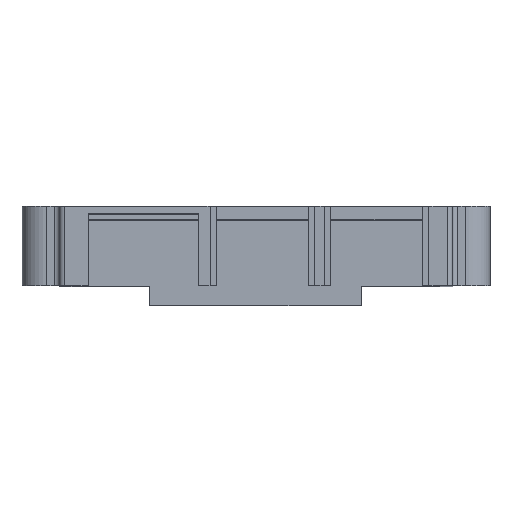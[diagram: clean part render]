
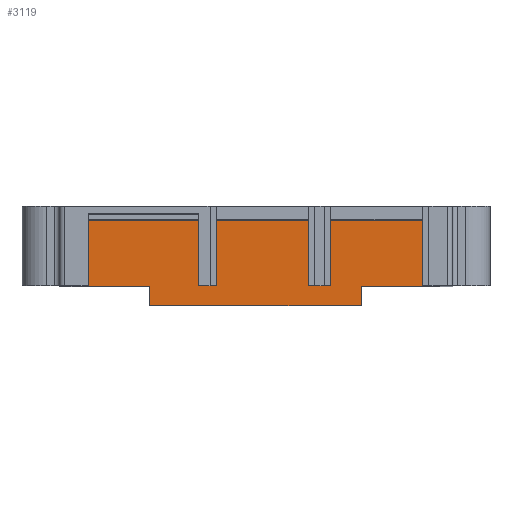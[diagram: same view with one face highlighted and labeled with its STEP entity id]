
A CAD part, top view. The second image highlights one B-rep face of the part: STEP entity #3119.
In plain terms, the highlighted planar face has unit normal (0, 0, 1).
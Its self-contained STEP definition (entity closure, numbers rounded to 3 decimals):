
#124=PLANE('',#3288);
#263=FACE_OUTER_BOUND('',#438,.T.);
#438=EDGE_LOOP('',(#2566,#2567,#2568,#2569,#2570,#2571,#2572,#2573));
#676=LINE('',#5184,#983);
#719=LINE('',#5290,#1026);
#751=LINE('',#5380,#1058);
#773=LINE('',#5428,#1080);
#774=LINE('',#5430,#1081);
#775=LINE('',#5432,#1082);
#776=LINE('',#5434,#1083);
#777=LINE('',#5435,#1084);
#983=VECTOR('',#3524,56.);
#1026=VECTOR('',#3597,11.4);
#1058=VECTOR('',#3657,11.2);
#1080=VECTOR('',#3693,10.5);
#1081=VECTOR('',#3696,10.5);
#1082=VECTOR('',#3697,3.);
#1083=VECTOR('',#3698,33.4);
#1084=VECTOR('',#3699,3.);
#1420=VERTEX_POINT('',#5181);
#1421=VERTEX_POINT('',#5183);
#1468=VERTEX_POINT('',#5287);
#1469=VERTEX_POINT('',#5289);
#1512=VERTEX_POINT('',#5377);
#1513=VERTEX_POINT('',#5379);
#1533=VERTEX_POINT('',#5431);
#1534=VERTEX_POINT('',#5433);
#1789=EDGE_CURVE('',#1420,#1421,#676,.T.);
#1841=EDGE_CURVE('',#1469,#1468,#719,.T.);
#1886=EDGE_CURVE('',#1513,#1512,#751,.T.);
#1911=EDGE_CURVE('',#1513,#1420,#773,.T.);
#1912=EDGE_CURVE('',#1468,#1421,#774,.T.);
#1913=EDGE_CURVE('',#1533,#1512,#775,.T.);
#1914=EDGE_CURVE('',#1534,#1533,#776,.T.);
#1915=EDGE_CURVE('',#1469,#1534,#777,.T.);
#2566=ORIENTED_EDGE('',*,*,#1912,.T.);
#2567=ORIENTED_EDGE('',*,*,#1789,.F.);
#2568=ORIENTED_EDGE('',*,*,#1911,.F.);
#2569=ORIENTED_EDGE('',*,*,#1886,.T.);
#2570=ORIENTED_EDGE('',*,*,#1913,.F.);
#2571=ORIENTED_EDGE('',*,*,#1914,.F.);
#2572=ORIENTED_EDGE('',*,*,#1915,.F.);
#2573=ORIENTED_EDGE('',*,*,#1841,.T.);
#3119=ADVANCED_FACE('',(#263),#124,.T.);
#3288=AXIS2_PLACEMENT_3D('',#5429,#3694,#3695);
#3524=DIRECTION('',(1.,0.,0.));
#3597=DIRECTION('',(1.,0.,0.));
#3657=DIRECTION('',(1.,0.,0.));
#3693=DIRECTION('',(0.,1.,0.));
#3694=DIRECTION('center_axis',(0.,0.,1.));
#3695=DIRECTION('ref_axis',(1.,0.,0.));
#3696=DIRECTION('',(0.,1.,0.));
#3697=DIRECTION('',(0.,1.,0.));
#3698=DIRECTION('',(-1.,0.,0.));
#3699=DIRECTION('',(0.,-1.,0.));
#5181=CARTESIAN_POINT('',(3.,0.,-93.));
#5183=CARTESIAN_POINT('',(59.,0.,-93.));
#5184=CARTESIAN_POINT('',(3.,0.,-93.));
#5287=CARTESIAN_POINT('',(59.,-10.5,-93.));
#5289=CARTESIAN_POINT('',(47.6,-10.5,-93.));
#5290=CARTESIAN_POINT('',(47.6,-10.5,-93.));
#5377=CARTESIAN_POINT('',(14.2,-10.5,-93.));
#5379=CARTESIAN_POINT('',(3.,-10.5,-93.));
#5380=CARTESIAN_POINT('',(3.,-10.5,-93.));
#5428=CARTESIAN_POINT('',(3.,-10.5,-93.));
#5429=CARTESIAN_POINT('Origin',(2.,2.,-93.));
#5430=CARTESIAN_POINT('',(59.,-10.5,-93.));
#5431=CARTESIAN_POINT('',(14.2,-13.5,-93.));
#5432=CARTESIAN_POINT('',(14.2,-13.5,-93.));
#5433=CARTESIAN_POINT('',(47.6,-13.5,-93.));
#5434=CARTESIAN_POINT('',(47.6,-13.5,-93.));
#5435=CARTESIAN_POINT('',(47.6,-10.5,-93.));
